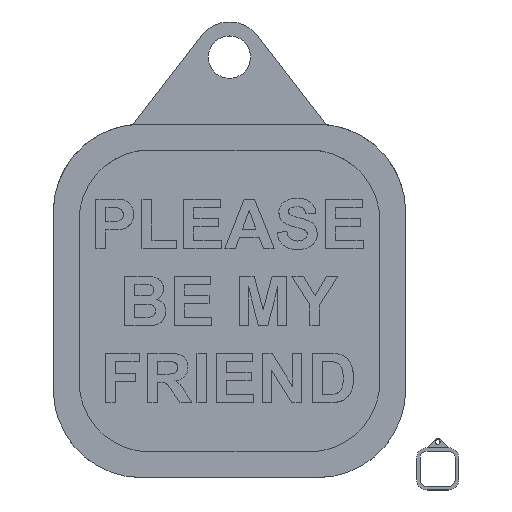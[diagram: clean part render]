
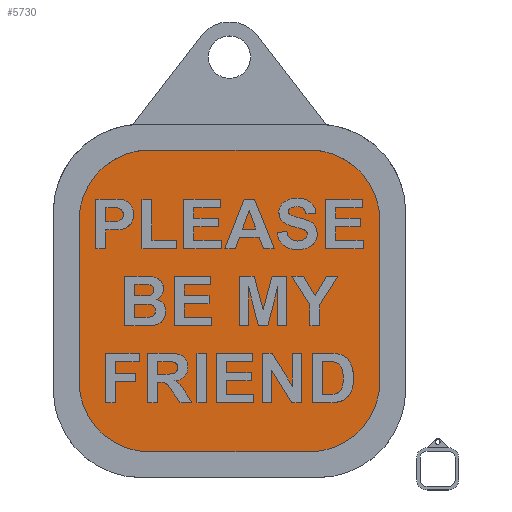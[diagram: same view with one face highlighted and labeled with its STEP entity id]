
A CAD part, top view. The second image highlights one B-rep face of the part: STEP entity #5730.
In plain terms, the highlighted planar face has unit normal (0, 0, 1).
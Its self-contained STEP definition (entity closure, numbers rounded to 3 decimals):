
#414=FACE_OUTER_BOUND('',#744,.T.);
#744=EDGE_LOOP('',(#3949,#3950,#3951,#3952,#3953,#3954,#3955,#3956));
#1068=CIRCLE('',#6098,100.);
#1070=CIRCLE('',#6102,100.);
#1072=CIRCLE('',#6106,100.);
#1074=CIRCLE('',#6110,100.);
#1132=LINE('',#7647,#1753);
#1137=LINE('',#7661,#1758);
#1141=LINE('',#7673,#1762);
#1145=LINE('',#7685,#1766);
#1753=VECTOR('',#6457,10.);
#1758=VECTOR('',#6470,10.);
#1762=VECTOR('',#6482,10.);
#1766=VECTOR('',#6494,10.);
#2377=VERTEX_POINT('',#7645);
#2378=VERTEX_POINT('',#7646);
#2381=VERTEX_POINT('',#7654);
#2383=VERTEX_POINT('',#7660);
#2385=VERTEX_POINT('',#7666);
#2387=VERTEX_POINT('',#7672);
#2389=VERTEX_POINT('',#7678);
#2391=VERTEX_POINT('',#7684);
#2972=EDGE_CURVE('',#2377,#2378,#1132,.T.);
#2976=EDGE_CURVE('',#2378,#2381,#1068,.T.);
#2979=EDGE_CURVE('',#2381,#2383,#1137,.T.);
#2982=EDGE_CURVE('',#2383,#2385,#1070,.T.);
#2985=EDGE_CURVE('',#2385,#2387,#1141,.T.);
#2988=EDGE_CURVE('',#2387,#2389,#1072,.T.);
#2991=EDGE_CURVE('',#2389,#2391,#1145,.T.);
#2994=EDGE_CURVE('',#2391,#2377,#1074,.T.);
#3949=ORIENTED_EDGE('',*,*,#2972,.T.);
#3950=ORIENTED_EDGE('',*,*,#2976,.T.);
#3951=ORIENTED_EDGE('',*,*,#2979,.T.);
#3952=ORIENTED_EDGE('',*,*,#2982,.T.);
#3953=ORIENTED_EDGE('',*,*,#2985,.T.);
#3954=ORIENTED_EDGE('',*,*,#2988,.T.);
#3955=ORIENTED_EDGE('',*,*,#2991,.T.);
#3956=ORIENTED_EDGE('',*,*,#2994,.T.);
#5508=PLANE('',#6118);
#5730=ADVANCED_FACE('',(#414),#5508,.T.);
#6098=AXIS2_PLACEMENT_3D('',#7655,#6463,#6464);
#6102=AXIS2_PLACEMENT_3D('',#7667,#6475,#6476);
#6106=AXIS2_PLACEMENT_3D('',#7679,#6487,#6488);
#6110=AXIS2_PLACEMENT_3D('',#7690,#6499,#6500);
#6118=AXIS2_PLACEMENT_3D('',#7715,#6522,#6523);
#6457=DIRECTION('',(0.,-1.,0.));
#6463=DIRECTION('center_axis',(0.,0.,1.));
#6464=DIRECTION('ref_axis',(-1.,0.,0.));
#6470=DIRECTION('',(1.,0.,0.));
#6475=DIRECTION('center_axis',(0.,0.,1.));
#6476=DIRECTION('ref_axis',(0.,-1.,0.));
#6482=DIRECTION('',(0.,1.,0.));
#6487=DIRECTION('center_axis',(0.,0.,1.));
#6488=DIRECTION('ref_axis',(1.,0.,0.));
#6494=DIRECTION('',(-1.,0.,0.));
#6499=DIRECTION('center_axis',(0.,0.,1.));
#6500=DIRECTION('ref_axis',(0.,1.,0.));
#6522=DIRECTION('center_axis',(0.,0.,1.));
#6523=DIRECTION('ref_axis',(1.,0.,0.));
#7645=CARTESIAN_POINT('',(-508.659,352.217,0.));
#7646=CARTESIAN_POINT('',(-508.659,124.123,0.));
#7647=CARTESIAN_POINT('',(-508.659,217.437,0.));
#7654=CARTESIAN_POINT('',(-408.659,24.123,0.));
#7655=CARTESIAN_POINT('Origin',(-408.659,124.123,0.));
#7660=CARTESIAN_POINT('',(-181.883,24.123,0.));
#7661=CARTESIAN_POINT('',(-238.577,24.123,0.));
#7666=CARTESIAN_POINT('',(-81.883,124.123,0.));
#7667=CARTESIAN_POINT('Origin',(-181.883,124.123,0.));
#7672=CARTESIAN_POINT('',(-81.883,352.217,0.));
#7673=CARTESIAN_POINT('',(-81.883,331.484,0.));
#7678=CARTESIAN_POINT('',(-181.883,452.217,0.));
#7679=CARTESIAN_POINT('Origin',(-181.883,352.217,0.));
#7684=CARTESIAN_POINT('',(-408.659,452.217,0.));
#7685=CARTESIAN_POINT('',(-351.965,452.217,0.));
#7690=CARTESIAN_POINT('Origin',(-408.659,352.217,0.));
#7715=CARTESIAN_POINT('Origin',(-295.271,310.751,0.));
